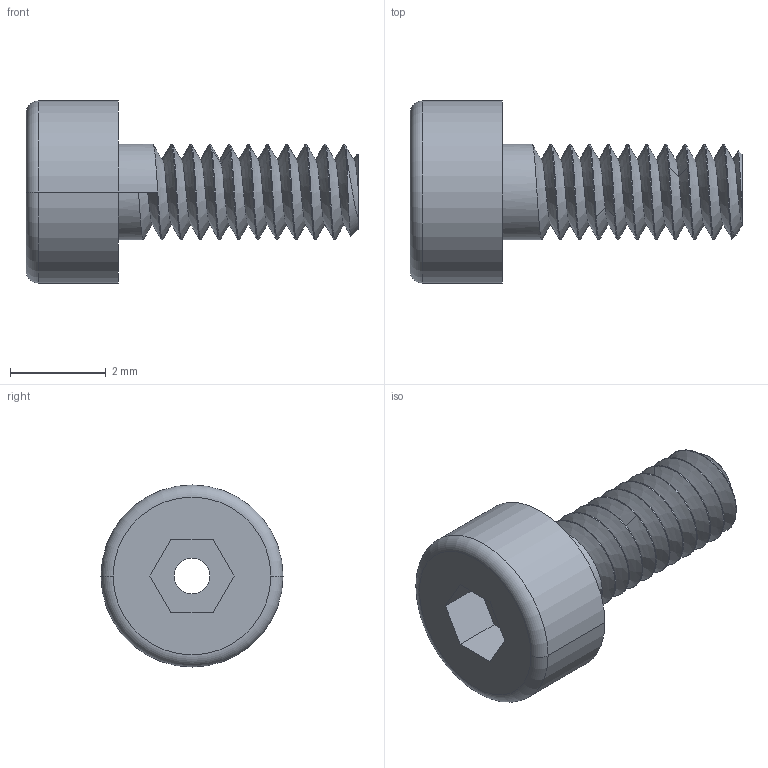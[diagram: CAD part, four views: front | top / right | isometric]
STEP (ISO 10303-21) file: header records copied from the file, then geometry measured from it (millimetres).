
FILE_DESCRIPTION((''),'2;1');
FILE_NAME('MC-204','2020-10-14T',('SYSTEM'),(''),'PRO/ENGINEER BY PARAMETRIC TECHNOLOGY CORPORATION, 2016360','PRO/ENGINEER BY PARAMETRIC TECHNOLOGY CORPORATION, 2016360','');
FILE_SCHEMA(('AUTOMOTIVE_DESIGN { 1 0 10303 214 1 1 1 1 }'));
Length unit declared in the file: millimetre
Products named in the file (1): MC-204
Bounding box: 6.93 x 3.8 x 3.8 mm (x, y, z)
Volume: 29 mm3; surface area: 110.1 mm2
Topology: 1 solids, 1 shells, 45 faces, 117 edges, 76 vertices
Faces by surface type: cylinder 25, plane 11, bspline 6, torus 2, cone 1
Entity records: 4059 total; most frequent: CARTESIAN_POINT 2887, ORIENTED_EDGE 234, DIRECTION 160, EDGE_CURVE 117, COLOUR_RGB 110, VERTEX_POINT 76, AXIS2_PLACEMENT_3D 55, B_SPLINE_CURVE_WITH_KNOTS 51
